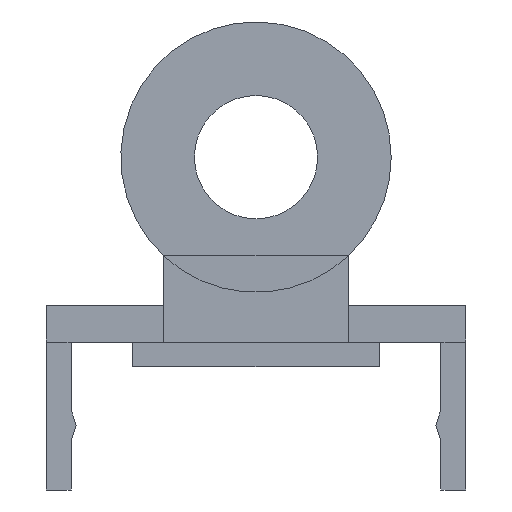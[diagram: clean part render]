
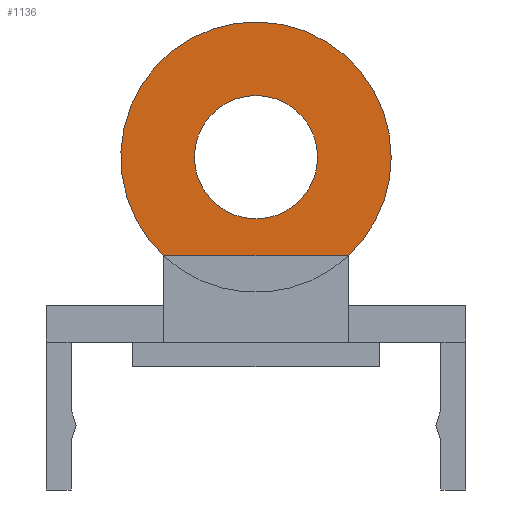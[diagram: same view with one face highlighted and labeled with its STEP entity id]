
A CAD part, front view. The second image highlights one B-rep face of the part: STEP entity #1136.
In plain terms, the highlighted planar face has unit normal (0, -1, 0).
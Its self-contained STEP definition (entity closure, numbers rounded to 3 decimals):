
#238 = VERTEX_POINT('',#239);
#239 = CARTESIAN_POINT('',(9.5,-50.,19.));
#723 = EDGE_CURVE('',#724,#238,#726,.T.);
#724 = VERTEX_POINT('',#725);
#725 = CARTESIAN_POINT('',(27.966,-50.,27.));
#726 = CIRCLE('',#727,10.966);
#727 = AXIS2_PLACEMENT_3D('',#728,#729,#730);
#728 = CARTESIAN_POINT('',(17.,-50.,27.));
#729 = DIRECTION('',(0.,-1.,0.));
#730 = DIRECTION('',(1.,0.,0.));
#757 = VERTEX_POINT('',#758);
#758 = CARTESIAN_POINT('',(24.5,-50.,19.));
#1136 = ADVANCED_FACE('',(#1137,#1153),#1164,.F.);
#1137 = FACE_BOUND('',#1138,.F.);
#1138 = EDGE_LOOP('',(#1139,#1140,#1147));
#1139 = ORIENTED_EDGE('',*,*,#723,.F.);
#1140 = ORIENTED_EDGE('',*,*,#1141,.F.);
#1141 = EDGE_CURVE('',#757,#724,#1142,.T.);
#1142 = CIRCLE('',#1143,10.966);
#1143 = AXIS2_PLACEMENT_3D('',#1144,#1145,#1146);
#1144 = CARTESIAN_POINT('',(17.,-50.,27.));
#1145 = DIRECTION('',(0.,-1.,0.));
#1146 = DIRECTION('',(1.,0.,0.));
#1147 = ORIENTED_EDGE('',*,*,#1148,.F.);
#1148 = EDGE_CURVE('',#238,#757,#1149,.T.);
#1149 = LINE('',#1150,#1151);
#1150 = CARTESIAN_POINT('',(9.5,-50.,19.));
#1151 = VECTOR('',#1152,1.);
#1152 = DIRECTION('',(1.,0.,0.));
#1153 = FACE_BOUND('',#1154,.F.);
#1154 = EDGE_LOOP('',(#1155));
#1155 = ORIENTED_EDGE('',*,*,#1156,.T.);
#1156 = EDGE_CURVE('',#1157,#1157,#1159,.T.);
#1157 = VERTEX_POINT('',#1158);
#1158 = CARTESIAN_POINT('',(22.,-50.,27.));
#1159 = CIRCLE('',#1160,5.);
#1160 = AXIS2_PLACEMENT_3D('',#1161,#1162,#1163);
#1161 = CARTESIAN_POINT('',(17.,-50.,27.));
#1162 = DIRECTION('',(0.,-1.,0.));
#1163 = DIRECTION('',(1.,0.,0.));
#1164 = PLANE('',#1165);
#1165 = AXIS2_PLACEMENT_3D('',#1166,#1167,#1168);
#1166 = CARTESIAN_POINT('',(17.,-50.,27.));
#1167 = DIRECTION('',(0.,1.,0.));
#1168 = DIRECTION('',(0.,0.,1.));
